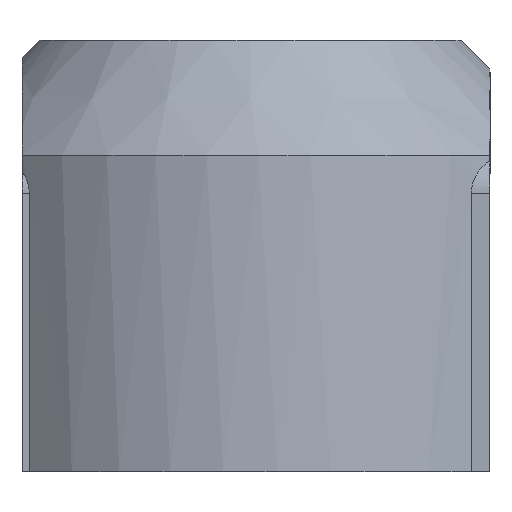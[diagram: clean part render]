
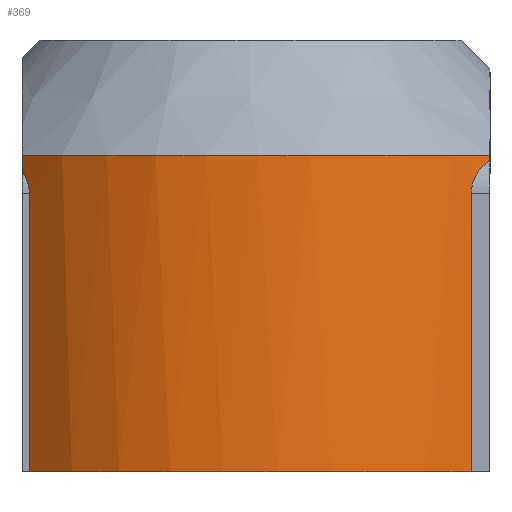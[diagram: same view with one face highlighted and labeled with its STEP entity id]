
A CAD part, front view. The second image highlights one B-rep face of the part: STEP entity #369.
In plain terms, the highlighted cylindrical face has radius 21.59 mm (diameter 43.18 mm), a partial arc.
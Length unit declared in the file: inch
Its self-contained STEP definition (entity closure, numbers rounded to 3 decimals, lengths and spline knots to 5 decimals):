
#91 = VERTEX_POINT ( 'NONE', #284 ) ;
#143 = VERTEX_POINT ( 'NONE', #781 ) ;
#144 = CARTESIAN_POINT ( 'NONE',  ( 0.57767, -0.62355, 0.74439 ) ) ;
#156 = CARTESIAN_POINT ( 'NONE',  ( 0.625, -0.57609, 0.81097 ) ) ;
#165 = B_SPLINE_CURVE_WITH_KNOTS ( 'NONE', 3,
 ( #670, #880, #144, #1052, #1043, #1002, #328, #1324, #1028, #156 ),
 .UNSPECIFIED., .F., .F.,
 ( 4, 2, 2, 2, 4 ),
 ( 0., 0.00074, 0.00147, 0.00221, 0.00295 ),
 .UNSPECIFIED. ) ;
#166 = ORIENTED_EDGE ( 'NONE', *, *, #929, .F. ) ;
#191 = ORIENTED_EDGE ( 'NONE', *, *, #1065, .T. ) ;
#214 = ORIENTED_EDGE ( 'NONE', *, *, #1023, .T. ) ;
#259 = VERTEX_POINT ( 'NONE', #1119 ) ;
#281 = CARTESIAN_POINT ( 'NONE',  ( -0.595, -0.60702, 0.825 ) ) ;
#284 = CARTESIAN_POINT ( 'NONE',  ( 0.57609, -0.625, 0.725 ) ) ;
#285 = EDGE_LOOP ( 'NONE', ( #316, #191, #615, #413, #1575, #166, #214, #466 ) ) ;
#316 = ORIENTED_EDGE ( 'NONE', *, *, #1463, .T. ) ;
#328 = CARTESIAN_POINT ( 'NONE',  ( 0.60189, -0.60025, 0.79134 ) ) ;
#366 = CARTESIAN_POINT ( 'NONE',  ( -0.57609, -0.625, 0.725 ) ) ;
#369 = ADVANCED_FACE ( 'NONE', ( #590 ), #1634, .T. ) ;
#413 = ORIENTED_EDGE ( 'NONE', *, *, #1277, .F. ) ;
#436 = CARTESIAN_POINT ( 'NONE',  ( -0.595, -0.60702, 0.78221 ) ) ;
#458 = VERTEX_POINT ( 'NONE', #281 ) ;
#466 = ORIENTED_EDGE ( 'NONE', *, *, #1132, .T. ) ;
#473 = VERTEX_POINT ( 'NONE', #366 ) ;
#590 = FACE_OUTER_BOUND ( 'NONE', #285, .T. ) ;
#615 = ORIENTED_EDGE ( 'NONE', *, *, #1106, .T. ) ;
#630 = LINE ( 'NONE', #930, #642 ) ;
#642 = VECTOR ( 'NONE', #843, 39.37008 ) ;
#670 = CARTESIAN_POINT ( 'NONE',  ( 0.57609, -0.625, 0.725 ) ) ;
#687 = LINE ( 'NONE', #1131, #714 ) ;
#714 = VECTOR ( 'NONE', #1118, 39.37008 ) ;
#723 = VECTOR ( 'NONE', #1252, 39.37008 ) ;
#736 = LINE ( 'NONE', #1215, #723 ) ;
#744 = LINE ( 'NONE', #1597, #800 ) ;
#764 = CARTESIAN_POINT ( 'NONE',  ( 0., 0., 0.825 ) ) ;
#767 = AXIS2_PLACEMENT_3D ( 'NONE', #1306, #1552, #1326 ) ;
#781 = CARTESIAN_POINT ( 'NONE',  ( 0.57609, -0.625, 0. ) ) ;
#800 = VECTOR ( 'NONE', #1571, 39.37008 ) ;
#843 = DIRECTION ( 'NONE',  ( 0., 0., -1. ) ) ;
#844 = CIRCLE ( 'NONE', #1203, 0.85 ) ;
#847 = CIRCLE ( 'NONE', #1183, 0.85 ) ;
#863 = DIRECTION ( 'NONE',  ( 1., 0., 0. ) ) ;
#880 = CARTESIAN_POINT ( 'NONE',  ( 0.57609, -0.625, 0.73485 ) ) ;
#923 = CARTESIAN_POINT ( 'NONE',  ( 0., 0., 0. ) ) ;
#929 = EDGE_CURVE ( 'NONE', #91, #143, #630, .T. ) ;
#930 = CARTESIAN_POINT ( 'NONE',  ( 0.57609, -0.625, 1.125 ) ) ;
#946 = DIRECTION ( 'NONE',  ( 0., 0., 1. ) ) ;
#1002 = CARTESIAN_POINT ( 'NONE',  ( 0.59667, -0.60542, 0.78505 ) ) ;
#1023 = EDGE_CURVE ( 'NONE', #91, #1349, #165, .T. ) ;
#1028 = CARTESIAN_POINT ( 'NONE',  ( 0.61901, -0.58258, 0.8071 ) ) ;
#1043 = CARTESIAN_POINT ( 'NONE',  ( 0.58736, -0.61445, 0.77052 ) ) ;
#1052 = CARTESIAN_POINT ( 'NONE',  ( 0.58335, -0.61823, 0.76235 ) ) ;
#1065 = EDGE_CURVE ( 'NONE', #458, #1282, #687, .T. ) ;
#1089 = CARTESIAN_POINT ( 'NONE',  ( -0.595, -0.60702, 0.78221 ) ) ;
#1106 = EDGE_CURVE ( 'NONE', #1282, #473, #1317, .T. ) ;
#1118 = DIRECTION ( 'NONE',  ( 0., 0., -1. ) ) ;
#1119 = CARTESIAN_POINT ( 'NONE',  ( 0.625, -0.57609, 0.825 ) ) ;
#1131 = CARTESIAN_POINT ( 'NONE',  ( -0.595, -0.60702, 1.125 ) ) ;
#1132 = EDGE_CURVE ( 'NONE', #1349, #259, #736, .T. ) ;
#1143 = CARTESIAN_POINT ( 'NONE',  ( -0.57808, -0.62318, 0.74656 ) ) ;
#1148 = CARTESIAN_POINT ( 'NONE',  ( -0.58978, -0.6121, 0.77437 ) ) ;
#1155 = CARTESIAN_POINT ( 'NONE',  ( -0.5923, -0.60966, 0.77842 ) ) ;
#1159 = CARTESIAN_POINT ( 'NONE',  ( -0.57609, -0.625, 0.73586 ) ) ;
#1161 = CARTESIAN_POINT ( 'NONE',  ( -0.57609, -0.625, 0.725 ) ) ;
#1171 = VERTEX_POINT ( 'NONE', #1411 ) ;
#1183 = AXIS2_PLACEMENT_3D ( 'NONE', #764, #1194, #863 ) ;
#1186 = CARTESIAN_POINT ( 'NONE',  ( -0.58519, -0.61649, 0.76566 ) ) ;
#1187 = CARTESIAN_POINT ( 'NONE',  ( -0.58315, -0.61842, 0.76103 ) ) ;
#1194 = DIRECTION ( 'NONE',  ( 0., 0., -1. ) ) ;
#1203 = AXIS2_PLACEMENT_3D ( 'NONE', #923, #946, #1514 ) ;
#1215 = CARTESIAN_POINT ( 'NONE',  ( 0.625, -0.57609, 1.125 ) ) ;
#1252 = DIRECTION ( 'NONE',  ( 0., 0., 1. ) ) ;
#1275 = CARTESIAN_POINT ( 'NONE',  ( 0.625, -0.57609, 0.81097 ) ) ;
#1277 = EDGE_CURVE ( 'NONE', #1171, #473, #744, .T. ) ;
#1282 = VERTEX_POINT ( 'NONE', #436 ) ;
#1306 = CARTESIAN_POINT ( 'NONE',  ( 0., 0., 1.125 ) ) ;
#1317 = B_SPLINE_CURVE_WITH_KNOTS ( 'NONE', 3,
 ( #1089, #1155, #1148, #1186, #1187, #1143, #1159, #1161 ),
 .UNSPECIFIED., .F., .F.,
 ( 4, 2, 2, 4 ),
 ( 0.00307, 0.00347, 0.00388, 0.00469 ),
 .UNSPECIFIED. ) ;
#1324 = CARTESIAN_POINT ( 'NONE',  ( 0.6131, -0.58879, 0.80242 ) ) ;
#1326 = DIRECTION ( 'NONE',  ( -1., 0., 0. ) ) ;
#1349 = VERTEX_POINT ( 'NONE', #1275 ) ;
#1411 = CARTESIAN_POINT ( 'NONE',  ( -0.57609, -0.625, 0. ) ) ;
#1463 = EDGE_CURVE ( 'NONE', #259, #458, #847, .T. ) ;
#1480 = EDGE_CURVE ( 'NONE', #1171, #143, #844, .T. ) ;
#1514 = DIRECTION ( 'NONE',  ( 1., 0., 0. ) ) ;
#1552 = DIRECTION ( 'NONE',  ( 0., 0., -1. ) ) ;
#1571 = DIRECTION ( 'NONE',  ( 0., 0., 1. ) ) ;
#1575 = ORIENTED_EDGE ( 'NONE', *, *, #1480, .T. ) ;
#1597 = CARTESIAN_POINT ( 'NONE',  ( -0.57609, -0.625, 1.125 ) ) ;
#1634 = CYLINDRICAL_SURFACE ( 'NONE', #767, 0.85 ) ;
